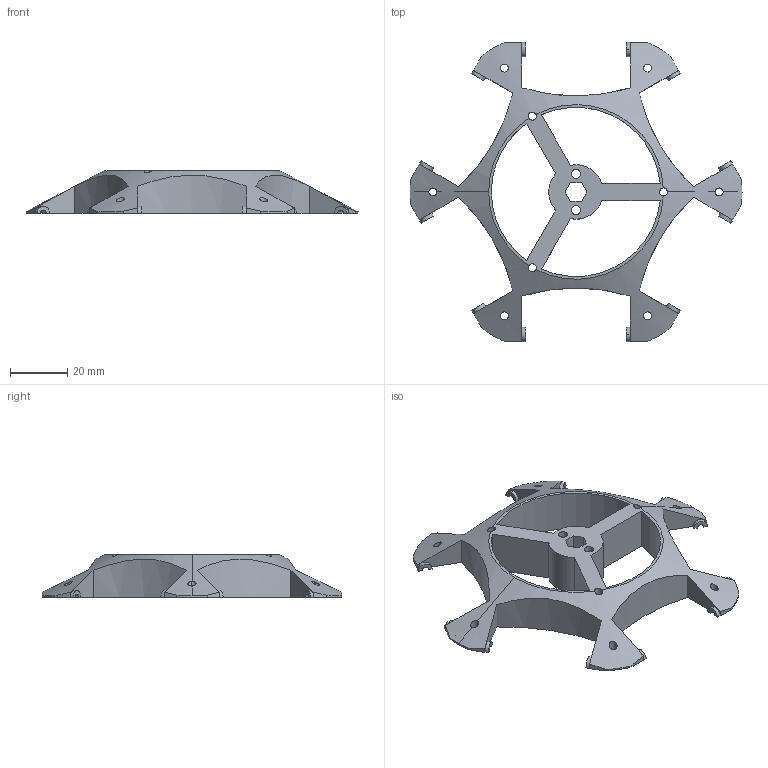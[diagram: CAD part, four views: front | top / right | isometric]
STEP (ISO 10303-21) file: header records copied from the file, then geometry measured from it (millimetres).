
FILE_DESCRIPTION (( 'STEP AP214' ), '1' );
FILE_NAME ('Disk 12 coating hub nuts.STEP', '2023-09-14T07:53:30', ( '' ), ( '' ), 'SwSTEP 2.0', 'SolidWorks 2020', '' );
FILE_SCHEMA (( 'AUTOMOTIVE_DESIGN' ));
Length unit declared in the file: millimetre
Products named in the file (1): Disk 12 coating hub nuts
Bounding box: 115.97 x 104.56 x 15 mm (x, y, z)
Volume: 32264.2 mm3; surface area: 17195.8 mm2
Topology: 1 solids, 1 shells, 145 faces, 426 edges, 278 vertices
Faces by surface type: cylinder 81, plane 62, cone 2
Entity records: 5417 total; most frequent: CARTESIAN_POINT 1460, ORIENTED_EDGE 852, DIRECTION 795, EDGE_CURVE 426, AXIS2_PLACEMENT_3D 283, VERTEX_POINT 278, LINE 229, VECTOR 229
